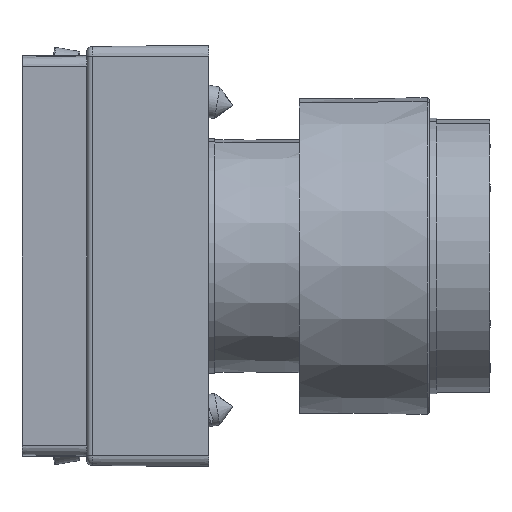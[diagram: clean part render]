
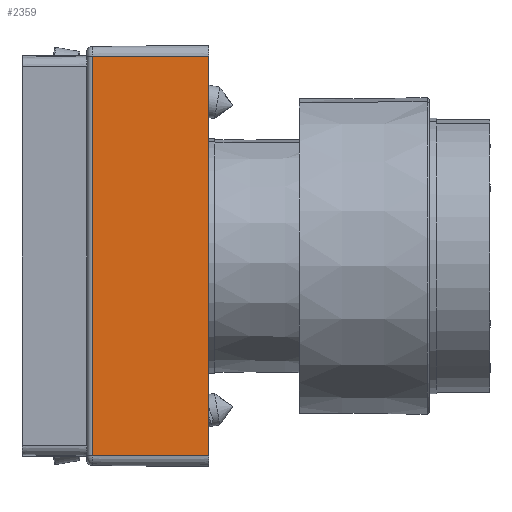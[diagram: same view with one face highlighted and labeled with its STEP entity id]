
A CAD part, left-side view. The second image highlights one B-rep face of the part: STEP entity #2359.
In plain terms, the highlighted planar face has unit normal (-1, 0.009, 0).
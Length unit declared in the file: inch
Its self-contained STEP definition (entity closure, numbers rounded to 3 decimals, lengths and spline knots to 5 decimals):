
#1046 = CARTESIAN_POINT ( 'NONE',  ( -0.57449, -0.1746, 0.73807 ) ) ;
#2359 = ADVANCED_FACE ( 'NONE', ( #9128 ), #37612, .T. ) ;
#2418 = VECTOR ( 'NONE', #20167, 39.37008 ) ;
#3043 = DIRECTION ( 'NONE',  ( 0., 0., 1. ) ) ;
#4332 = ORIENTED_EDGE ( 'NONE', *, *, #10426, .T. ) ;
#4544 = ORIENTED_EDGE ( 'NONE', *, *, #30525, .F. ) ;
#4594 = CARTESIAN_POINT ( 'NONE',  ( -0.57449, -0.1746, -0.73831 ) ) ;
#4621 = CARTESIAN_POINT ( 'NONE',  ( -0.57072, 0.25667, -0.73831 ) ) ;
#5053 = VERTEX_POINT ( 'NONE', #26638 ) ;
#6457 = AXIS2_PLACEMENT_3D ( 'NONE', #1046, #42693, #25470 ) ;
#6673 = CARTESIAN_POINT ( 'NONE',  ( -0.57449, -0.1746, 0.73807 ) ) ;
#6730 = CARTESIAN_POINT ( 'NONE',  ( -0.57449, -0.1746, 0.73807 ) ) ;
#7757 = CARTESIAN_POINT ( 'NONE',  ( -0.57449, -0.1746, -0.73831 ) ) ;
#9128 = FACE_OUTER_BOUND ( 'NONE', #14475, .T. ) ;
#10426 = EDGE_CURVE ( 'NONE', #11979, #38002, #44326, .T. ) ;
#11979 = VERTEX_POINT ( 'NONE', #4621 ) ;
#13482 = ORIENTED_EDGE ( 'NONE', *, *, #33106, .T. ) ;
#13764 = VECTOR ( 'NONE', #38681, 39.37008 ) ;
#14475 = EDGE_LOOP ( 'NONE', ( #14658, #13482, #4544, #4332 ) ) ;
#14658 = ORIENTED_EDGE ( 'NONE', *, *, #26953, .T. ) ;
#15743 = VECTOR ( 'NONE', #3043, 39.37008 ) ;
#17371 = LINE ( 'NONE', #6673, #15743 ) ;
#19238 = DIRECTION ( 'NONE',  ( -0.009, -1., 0. ) ) ;
#20167 = DIRECTION ( 'NONE',  ( 0.009, 1., 0. ) ) ;
#20678 = VECTOR ( 'NONE', #19238, 39.37008 ) ;
#21321 = VERTEX_POINT ( 'NONE', #27293 ) ;
#25470 = DIRECTION ( 'NONE',  ( 0.009, 1., 0. ) ) ;
#26536 = LINE ( 'NONE', #6730, #2418 ) ;
#26638 = CARTESIAN_POINT ( 'NONE',  ( -0.57449, -0.1746, 0.73807 ) ) ;
#26953 = EDGE_CURVE ( 'NONE', #38002, #5053, #17371, .T. ) ;
#27293 = CARTESIAN_POINT ( 'NONE',  ( -0.57072, 0.25667, 0.73807 ) ) ;
#30525 = EDGE_CURVE ( 'NONE', #11979, #21321, #31951, .T. ) ;
#31951 = LINE ( 'NONE', #35205, #13764 ) ;
#33106 = EDGE_CURVE ( 'NONE', #5053, #21321, #26536, .T. ) ;
#35205 = CARTESIAN_POINT ( 'NONE',  ( -0.57072, 0.25667, 0.36898 ) ) ;
#37612 = PLANE ( 'NONE',  #6457 ) ;
#38002 = VERTEX_POINT ( 'NONE', #7757 ) ;
#38681 = DIRECTION ( 'NONE',  ( 0., 0., 1. ) ) ;
#42693 = DIRECTION ( 'NONE',  ( -1., 0.009, 0. ) ) ;
#44326 = LINE ( 'NONE', #4594, #20678 ) ;
